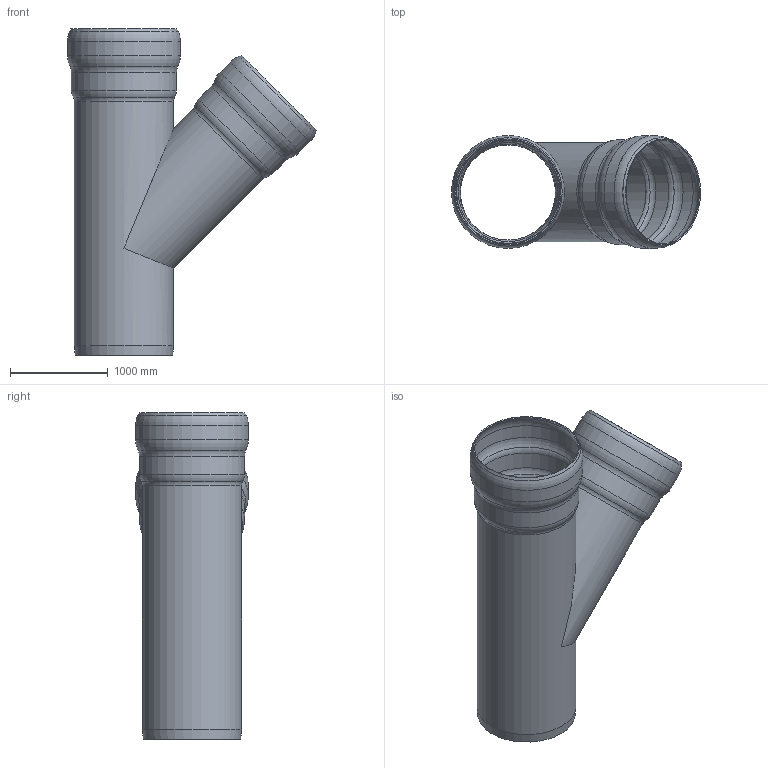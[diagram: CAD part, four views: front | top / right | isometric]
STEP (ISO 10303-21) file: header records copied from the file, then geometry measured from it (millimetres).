
FILE_DESCRIPTION(/* description */ (''),/* implementation_level */ '2;1');
FILE_NAME(/* name */ '5.220.DD0C_3D.stp',/* time_stamp */ '2024-12-11T09:00:22+01:00',/* author */ ('CAD'),/* organization */ (''),/* preprocessor_version */ 'ST-DEVELOPER v20',/* originating_system */ 'AutoCAD Mechanical',/* authorisation */ '');
FILE_SCHEMA (('AUTOMOTIVE_DESIGN { 1 0 10303 214 3 1 1 }'));
Length unit declared in the file: centimetre
Products named in the file (1): Product
Bounding box: 2553.86 x 1158 x 3350.03 mm (x, y, z)
Volume: 184190445 mm3; surface area: 30956919.8 mm2
Topology: 2 solids, 2 shells, 45 faces, 123 edges, 78 vertices
Faces by surface type: torus 20, cylinder 12, cone 8, plane 4, bspline 1
Full cylindrical faces by diameter (mm): 992 x2, 1016 x2, 1054 x2, 1078 x2, 1134 x2, 1158 x2
Entity records: 1530 total; most frequent: DIRECTION 307, CARTESIAN_POINT 264, ORIENTED_EDGE 242, AXIS2_PLACEMENT_3D 139, EDGE_CURVE 121, CIRCLE 86, VERTEX_POINT 74, FACE_OUTER_BOUND 45
